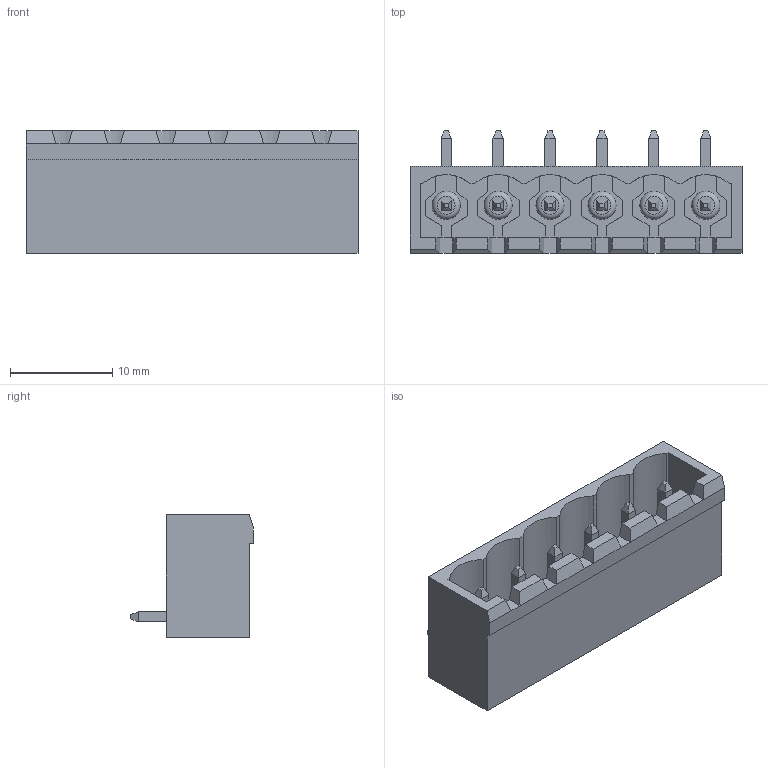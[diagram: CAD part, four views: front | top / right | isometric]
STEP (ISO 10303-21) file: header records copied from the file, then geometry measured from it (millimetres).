
FILE_DESCRIPTION( ( 'Unknown' ), '1' );
FILE_NAME( '691313510006.stp', 'Unknown', ( 'Unknown' ), ( 'Unknown' ), 'PSStep 17.0.49', 'Unknown', ' ' );
FILE_SCHEMA( ( 'AUTOMOTIVE_DESIGN { 1 0 10303 214 1 1 1 1 }' ) );
Length unit declared in the file: millimetre
Products named in the file (3): Assem1; 6913135100xx_PIN; 691313510006
Assembly tree (7 placements, depth 2):
  Assem1
    6913135100xx_PIN  x6
    691313510006
Bounding box: 32.48 x 12 x 12 mm (x, y, z)
Volume: 1398.3 mm3; surface area: 3115.4 mm2
Topology: 7 solids, 7 shells, 317 faces, 849 edges, 546 vertices
Faces by surface type: plane 293, cylinder 18, torus 6
Full cylindrical faces by diameter (mm): 2.75 x6
Entity records: 9292 total; most frequent: CARTESIAN_POINT 1316, ORIENTED_EDGE 1292, DIRECTION 1170, EDGE_CURVE 646, LINE 602, VECTOR 602, VERTEX_POINT 430, AXIS2_PLACEMENT_3D 284
